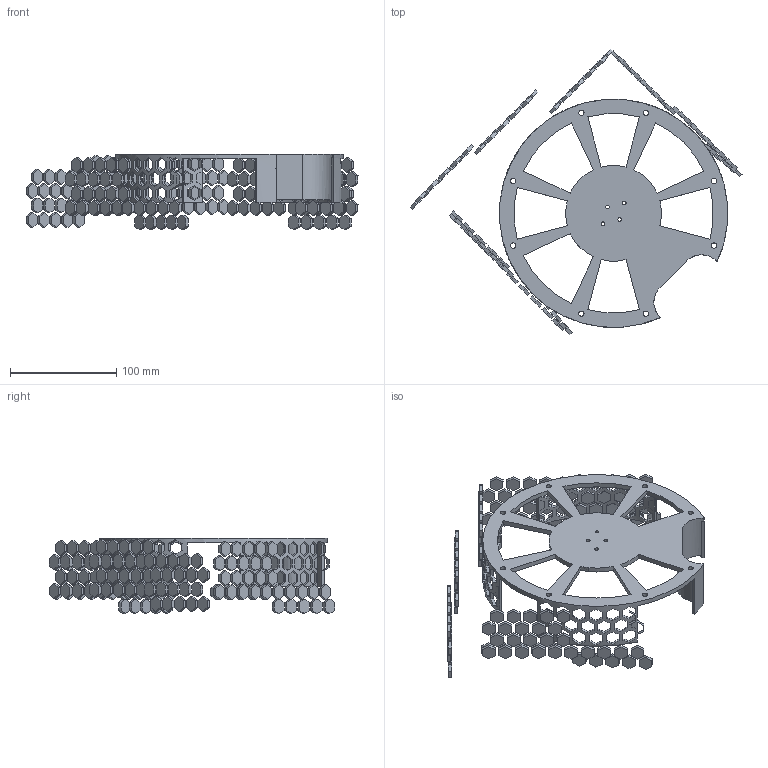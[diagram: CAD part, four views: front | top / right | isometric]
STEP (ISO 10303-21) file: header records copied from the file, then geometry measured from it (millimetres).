
FILE_DESCRIPTION(/* description */ (''),/* implementation_level */ '2;1');
FILE_NAME(/* name */ 'Base Cover_v4.step',/* time_stamp */ '2024-09-27T23:02:41-04:00',/* author */ (''),/* organization */ (''),/* preprocessor_version */ 'ST-DEVELOPER v20',/* originating_system */ 'Autodesk Translation Framework v13.14.0.145',/* authorisation */ '');
FILE_SCHEMA (('AUTOMOTIVE_DESIGN { 1 0 10303 214 3 1 1 }'));
Length unit declared in the file: millimetre
Products named in the file (3): Base Cover; honeycomb design v0(Mirror); honeycomb design
Assembly tree (10 placements, depth 2):
  Base Cover
    honeycomb design  x7
    honeycomb design v0(Mirror)  x3
Bounding box: 312.48 x 268.99 x 71.35 mm (x, y, z)
Volume: 189507.6 mm3; surface area: 142690 mm2
Topology: 173 solids, 173 shells, 3385 faces, 9205 edges, 6138 vertices
Faces by surface type: plane 3313, cylinder 56, bspline 16
Full cylindrical faces by diameter (mm): 3.5 x4, 5 x8
Entity records: 44724 total; most frequent: CARTESIAN_POINT 8437, DIRECTION 7848, ORIENTED_EDGE 7586, EDGE_CURVE 3793, AXIS2_PLACEMENT_3D 2767, VERTEX_POINT 2530, LINE 2314, VECTOR 2314
